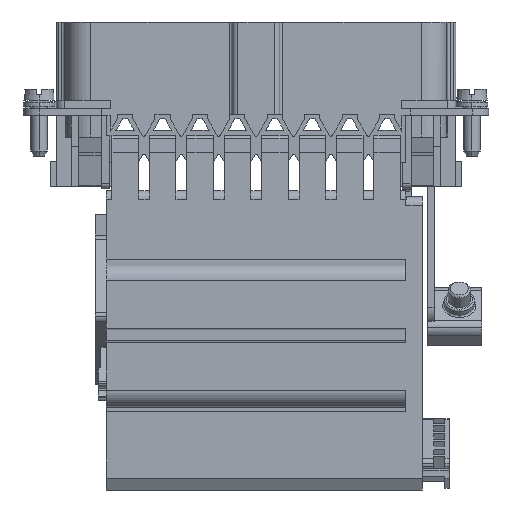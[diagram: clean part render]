
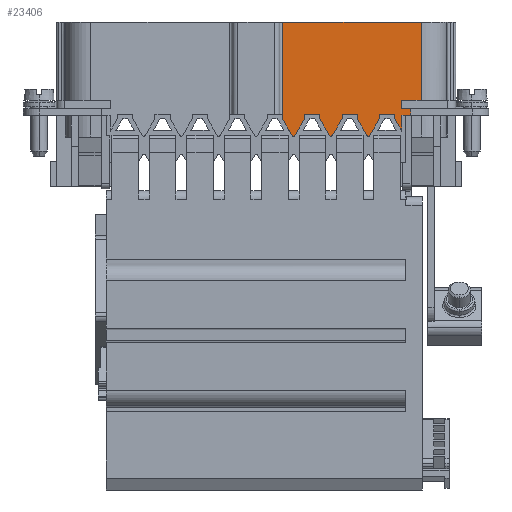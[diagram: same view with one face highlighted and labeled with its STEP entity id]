
A CAD part, left-side view. The second image highlights one B-rep face of the part: STEP entity #23406.
In plain terms, the highlighted planar face has unit normal (-1, 0, 0).
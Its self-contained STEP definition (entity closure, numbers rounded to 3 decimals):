
#23201=AXIS2_PLACEMENT_3D('Plane Axis2P3D',#23198,#23199,#23200) ;
#23240=AXIS2_PLACEMENT_3D('Circle Axis2P3D',#23238,#23239,$) ;
#23282=AXIS2_PLACEMENT_3D('Circle Axis2P3D',#23280,#23281,$) ;
#23324=AXIS2_PLACEMENT_3D('Circle Axis2P3D',#23322,#23323,$) ;
#19457=CARTESIAN_POINT('Vertex',(4.5,12.025,69.8)) ;
#19460=CARTESIAN_POINT('Line Origine',(4.5,13.788,69.8)) ;
#19464=CARTESIAN_POINT('Vertex',(4.5,15.55,69.8)) ;
#19708=CARTESIAN_POINT('Vertex',(4.5,36.9,83.8)) ;
#19711=CARTESIAN_POINT('Line Origine',(4.5,24.463,83.8)) ;
#19715=CARTESIAN_POINT('Vertex',(4.5,12.025,83.8)) ;
#23186=CARTESIAN_POINT('Line Origine',(4.5,12.025,63.2)) ;
#23198=CARTESIAN_POINT('Axis2P3D Location',(4.5,15.55,69.8)) ;
#23203=CARTESIAN_POINT('Line Origine',(4.5,13.91,67.7)) ;
#23207=CARTESIAN_POINT('Vertex',(4.5,13.91,67.1)) ;
#23209=CARTESIAN_POINT('Vertex',(4.5,13.91,68.3)) ;
#23212=CARTESIAN_POINT('Line Origine',(4.5,14.73,68.3)) ;
#23216=CARTESIAN_POINT('Vertex',(4.5,15.55,68.3)) ;
#23219=CARTESIAN_POINT('Line Origine',(4.5,15.55,69.05)) ;
#23224=CARTESIAN_POINT('Line Origine',(4.5,36.9,75.107)) ;
#23228=CARTESIAN_POINT('Vertex',(4.5,36.9,66.413)) ;
#23231=CARTESIAN_POINT('Line Origine',(4.5,36.055,64.95)) ;
#23235=CARTESIAN_POINT('Vertex',(4.5,35.21,63.486)) ;
#23238=CARTESIAN_POINT('Axis2P3D Location',(4.5,34.95,63.636)) ;
#23242=CARTESIAN_POINT('Vertex',(4.5,34.69,63.486)) ;
#23245=CARTESIAN_POINT('Line Origine',(4.5,33.82,64.993)) ;
#23249=CARTESIAN_POINT('Vertex',(4.5,32.95,66.5)) ;
#23252=CARTESIAN_POINT('Line Origine',(4.5,32.95,66.9)) ;
#23256=CARTESIAN_POINT('Vertex',(4.5,32.95,67.3)) ;
#23259=CARTESIAN_POINT('Line Origine',(4.5,31.6,67.3)) ;
#23263=CARTESIAN_POINT('Vertex',(4.5,30.25,67.3)) ;
#23266=CARTESIAN_POINT('Line Origine',(4.5,30.25,66.9)) ;
#23270=CARTESIAN_POINT('Vertex',(4.5,30.25,66.5)) ;
#23273=CARTESIAN_POINT('Line Origine',(4.5,29.38,64.993)) ;
#23277=CARTESIAN_POINT('Vertex',(4.5,28.51,63.486)) ;
#23280=CARTESIAN_POINT('Axis2P3D Location',(4.5,28.25,63.636)) ;
#23284=CARTESIAN_POINT('Vertex',(4.5,27.99,63.486)) ;
#23287=CARTESIAN_POINT('Line Origine',(4.5,27.12,64.993)) ;
#23291=CARTESIAN_POINT('Vertex',(4.5,26.25,66.5)) ;
#23294=CARTESIAN_POINT('Line Origine',(4.5,26.25,66.9)) ;
#23298=CARTESIAN_POINT('Vertex',(4.5,26.25,67.3)) ;
#23301=CARTESIAN_POINT('Line Origine',(4.5,24.9,67.3)) ;
#23305=CARTESIAN_POINT('Vertex',(4.5,23.55,67.3)) ;
#23308=CARTESIAN_POINT('Line Origine',(4.5,23.55,66.9)) ;
#23312=CARTESIAN_POINT('Vertex',(4.5,23.55,66.5)) ;
#23315=CARTESIAN_POINT('Line Origine',(4.5,22.68,64.993)) ;
#23319=CARTESIAN_POINT('Vertex',(4.5,21.81,63.486)) ;
#23322=CARTESIAN_POINT('Axis2P3D Location',(4.5,21.55,63.636)) ;
#23326=CARTESIAN_POINT('Vertex',(4.5,21.29,63.486)) ;
#23329=CARTESIAN_POINT('Line Origine',(4.5,20.42,64.993)) ;
#23333=CARTESIAN_POINT('Vertex',(4.5,19.55,66.5)) ;
#23336=CARTESIAN_POINT('Line Origine',(4.5,19.55,66.9)) ;
#23340=CARTESIAN_POINT('Vertex',(4.5,19.55,67.3)) ;
#23343=CARTESIAN_POINT('Line Origine',(4.5,18.2,67.3)) ;
#23347=CARTESIAN_POINT('Vertex',(4.5,16.85,67.3)) ;
#23350=CARTESIAN_POINT('Line Origine',(4.5,16.85,66.9)) ;
#23354=CARTESIAN_POINT('Vertex',(4.5,16.85,66.5)) ;
#23357=CARTESIAN_POINT('Line Origine',(4.5,16.2,65.374)) ;
#23361=CARTESIAN_POINT('Vertex',(4.5,15.55,64.248)) ;
#23364=CARTESIAN_POINT('Line Origine',(4.5,15.55,65.674)) ;
#23368=CARTESIAN_POINT('Vertex',(4.5,15.55,67.1)) ;
#23371=CARTESIAN_POINT('Line Origine',(4.5,14.73,67.1)) ;
#19461=DIRECTION('Vector Direction',(0.,-1.,0.)) ;
#19712=DIRECTION('Vector Direction',(0.,1.,0.)) ;
#23187=DIRECTION('Vector Direction',(0.,0.,-1.)) ;
#23199=DIRECTION('Axis2P3D Direction',(-1.,0.,0.)) ;
#23200=DIRECTION('Axis2P3D XDirection',(0.,1.,0.)) ;
#23204=DIRECTION('Vector Direction',(0.,0.,1.)) ;
#23213=DIRECTION('Vector Direction',(0.,1.,0.)) ;
#23220=DIRECTION('Vector Direction',(0.,0.,1.)) ;
#23225=DIRECTION('Vector Direction',(0.,0.,-1.)) ;
#23232=DIRECTION('Vector Direction',(0.,0.5,0.866)) ;
#23239=DIRECTION('Axis2P3D Direction',(-1.,0.,0.)) ;
#23246=DIRECTION('Vector Direction',(0.,0.5,-0.866)) ;
#23253=DIRECTION('Vector Direction',(0.,0.,-1.)) ;
#23260=DIRECTION('Vector Direction',(0.,1.,0.)) ;
#23267=DIRECTION('Vector Direction',(0.,0.,1.)) ;
#23274=DIRECTION('Vector Direction',(0.,0.5,0.866)) ;
#23281=DIRECTION('Axis2P3D Direction',(-1.,0.,0.)) ;
#23288=DIRECTION('Vector Direction',(0.,0.5,-0.866)) ;
#23295=DIRECTION('Vector Direction',(0.,0.,-1.)) ;
#23302=DIRECTION('Vector Direction',(0.,1.,0.)) ;
#23309=DIRECTION('Vector Direction',(0.,0.,1.)) ;
#23316=DIRECTION('Vector Direction',(0.,0.5,0.866)) ;
#23323=DIRECTION('Axis2P3D Direction',(-1.,0.,0.)) ;
#23330=DIRECTION('Vector Direction',(0.,0.5,-0.866)) ;
#23337=DIRECTION('Vector Direction',(0.,0.,-1.)) ;
#23344=DIRECTION('Vector Direction',(0.,1.,0.)) ;
#23351=DIRECTION('Vector Direction',(0.,0.,1.)) ;
#23358=DIRECTION('Vector Direction',(0.,0.5,0.866)) ;
#23365=DIRECTION('Vector Direction',(0.,0.,-1.)) ;
#23372=DIRECTION('Vector Direction',(0.,1.,0.)) ;
#19462=VECTOR('Line Direction',#19461,1.) ;
#19713=VECTOR('Line Direction',#19712,1.) ;
#23188=VECTOR('Line Direction',#23187,1.) ;
#23205=VECTOR('Line Direction',#23204,1.) ;
#23214=VECTOR('Line Direction',#23213,1.) ;
#23221=VECTOR('Line Direction',#23220,1.) ;
#23226=VECTOR('Line Direction',#23225,1.) ;
#23233=VECTOR('Line Direction',#23232,1.) ;
#23247=VECTOR('Line Direction',#23246,1.) ;
#23254=VECTOR('Line Direction',#23253,1.) ;
#23261=VECTOR('Line Direction',#23260,1.) ;
#23268=VECTOR('Line Direction',#23267,1.) ;
#23275=VECTOR('Line Direction',#23274,1.) ;
#23289=VECTOR('Line Direction',#23288,1.) ;
#23296=VECTOR('Line Direction',#23295,1.) ;
#23303=VECTOR('Line Direction',#23302,1.) ;
#23310=VECTOR('Line Direction',#23309,1.) ;
#23317=VECTOR('Line Direction',#23316,1.) ;
#23331=VECTOR('Line Direction',#23330,1.) ;
#23338=VECTOR('Line Direction',#23337,1.) ;
#23345=VECTOR('Line Direction',#23344,1.) ;
#23352=VECTOR('Line Direction',#23351,1.) ;
#23359=VECTOR('Line Direction',#23358,1.) ;
#23366=VECTOR('Line Direction',#23365,1.) ;
#23373=VECTOR('Line Direction',#23372,1.) ;
#23377=ORIENTED_EDGE('',*,*,#23211,.T.) ;
#23378=ORIENTED_EDGE('',*,*,#23218,.T.) ;
#23379=ORIENTED_EDGE('',*,*,#23223,.T.) ;
#23380=ORIENTED_EDGE('',*,*,#19466,.T.) ;
#23381=ORIENTED_EDGE('',*,*,#23190,.T.) ;
#23382=ORIENTED_EDGE('',*,*,#19717,.T.) ;
#23383=ORIENTED_EDGE('',*,*,#23230,.T.) ;
#23384=ORIENTED_EDGE('',*,*,#23237,.F.) ;
#23385=ORIENTED_EDGE('',*,*,#23244,.T.) ;
#23386=ORIENTED_EDGE('',*,*,#23251,.F.) ;
#23387=ORIENTED_EDGE('',*,*,#23258,.F.) ;
#23388=ORIENTED_EDGE('',*,*,#23265,.F.) ;
#23389=ORIENTED_EDGE('',*,*,#23272,.F.) ;
#23390=ORIENTED_EDGE('',*,*,#23279,.F.) ;
#23391=ORIENTED_EDGE('',*,*,#23286,.T.) ;
#23392=ORIENTED_EDGE('',*,*,#23293,.F.) ;
#23393=ORIENTED_EDGE('',*,*,#23300,.F.) ;
#23394=ORIENTED_EDGE('',*,*,#23307,.F.) ;
#23395=ORIENTED_EDGE('',*,*,#23314,.F.) ;
#23396=ORIENTED_EDGE('',*,*,#23321,.F.) ;
#23397=ORIENTED_EDGE('',*,*,#23328,.T.) ;
#23398=ORIENTED_EDGE('',*,*,#23335,.F.) ;
#23399=ORIENTED_EDGE('',*,*,#23342,.F.) ;
#23400=ORIENTED_EDGE('',*,*,#23349,.F.) ;
#23401=ORIENTED_EDGE('',*,*,#23356,.F.) ;
#23402=ORIENTED_EDGE('',*,*,#23363,.F.) ;
#23403=ORIENTED_EDGE('',*,*,#23370,.F.) ;
#23404=ORIENTED_EDGE('',*,*,#23375,.F.) ;
#23406=ADVANCED_FACE('Standard_1\\_1848760000',(#23405),#23202,.T.) ;
#23241=CIRCLE('generated circle',#23240,0.3) ;
#23283=CIRCLE('generated circle',#23282,0.3) ;
#23325=CIRCLE('generated circle',#23324,0.3) ;
#19466=EDGE_CURVE('',#19465,#19458,#19463,.T.) ;
#19717=EDGE_CURVE('',#19716,#19709,#19714,.T.) ;
#23190=EDGE_CURVE('',#19458,#19716,#23189,.F.) ;
#23211=EDGE_CURVE('',#23208,#23210,#23206,.T.) ;
#23218=EDGE_CURVE('',#23210,#23217,#23215,.T.) ;
#23223=EDGE_CURVE('',#23217,#19465,#23222,.T.) ;
#23230=EDGE_CURVE('',#19709,#23229,#23227,.T.) ;
#23237=EDGE_CURVE('',#23236,#23229,#23234,.T.) ;
#23244=EDGE_CURVE('',#23236,#23243,#23241,.T.) ;
#23251=EDGE_CURVE('',#23250,#23243,#23248,.T.) ;
#23258=EDGE_CURVE('',#23257,#23250,#23255,.T.) ;
#23265=EDGE_CURVE('',#23264,#23257,#23262,.T.) ;
#23272=EDGE_CURVE('',#23271,#23264,#23269,.T.) ;
#23279=EDGE_CURVE('',#23278,#23271,#23276,.T.) ;
#23286=EDGE_CURVE('',#23278,#23285,#23283,.T.) ;
#23293=EDGE_CURVE('',#23292,#23285,#23290,.T.) ;
#23300=EDGE_CURVE('',#23299,#23292,#23297,.T.) ;
#23307=EDGE_CURVE('',#23306,#23299,#23304,.T.) ;
#23314=EDGE_CURVE('',#23313,#23306,#23311,.T.) ;
#23321=EDGE_CURVE('',#23320,#23313,#23318,.T.) ;
#23328=EDGE_CURVE('',#23320,#23327,#23325,.T.) ;
#23335=EDGE_CURVE('',#23334,#23327,#23332,.T.) ;
#23342=EDGE_CURVE('',#23341,#23334,#23339,.T.) ;
#23349=EDGE_CURVE('',#23348,#23341,#23346,.T.) ;
#23356=EDGE_CURVE('',#23355,#23348,#23353,.T.) ;
#23363=EDGE_CURVE('',#23362,#23355,#23360,.T.) ;
#23370=EDGE_CURVE('',#23369,#23362,#23367,.T.) ;
#23375=EDGE_CURVE('',#23208,#23369,#23374,.T.) ;
#23376=EDGE_LOOP('',(#23377,#23378,#23379,#23380,#23381,#23382,#23383,#23384,#23385,#23386,#23387,#23388,#23389,#23390,#23391,#23392,#23393,#23394,#23395,#23396,#23397,#23398,#23399,#23400,#23401,#23402,#23403,#23404)) ;
#23405=FACE_OUTER_BOUND('',#23376,.T.) ;
#19463=LINE('Line',#19460,#19462) ;
#19714=LINE('Line',#19711,#19713) ;
#23189=LINE('Line',#23186,#23188) ;
#23206=LINE('Line',#23203,#23205) ;
#23215=LINE('Line',#23212,#23214) ;
#23222=LINE('Line',#23219,#23221) ;
#23227=LINE('Line',#23224,#23226) ;
#23234=LINE('Line',#23231,#23233) ;
#23248=LINE('Line',#23245,#23247) ;
#23255=LINE('Line',#23252,#23254) ;
#23262=LINE('Line',#23259,#23261) ;
#23269=LINE('Line',#23266,#23268) ;
#23276=LINE('Line',#23273,#23275) ;
#23290=LINE('Line',#23287,#23289) ;
#23297=LINE('Line',#23294,#23296) ;
#23304=LINE('Line',#23301,#23303) ;
#23311=LINE('Line',#23308,#23310) ;
#23318=LINE('Line',#23315,#23317) ;
#23332=LINE('Line',#23329,#23331) ;
#23339=LINE('Line',#23336,#23338) ;
#23346=LINE('Line',#23343,#23345) ;
#23353=LINE('Line',#23350,#23352) ;
#23360=LINE('Line',#23357,#23359) ;
#23367=LINE('Line',#23364,#23366) ;
#23374=LINE('Line',#23371,#23373) ;
#23202=PLANE('',#23201) ;
#19458=VERTEX_POINT('',#19457) ;
#19465=VERTEX_POINT('',#19464) ;
#19709=VERTEX_POINT('',#19708) ;
#19716=VERTEX_POINT('',#19715) ;
#23208=VERTEX_POINT('',#23207) ;
#23210=VERTEX_POINT('',#23209) ;
#23217=VERTEX_POINT('',#23216) ;
#23229=VERTEX_POINT('',#23228) ;
#23236=VERTEX_POINT('',#23235) ;
#23243=VERTEX_POINT('',#23242) ;
#23250=VERTEX_POINT('',#23249) ;
#23257=VERTEX_POINT('',#23256) ;
#23264=VERTEX_POINT('',#23263) ;
#23271=VERTEX_POINT('',#23270) ;
#23278=VERTEX_POINT('',#23277) ;
#23285=VERTEX_POINT('',#23284) ;
#23292=VERTEX_POINT('',#23291) ;
#23299=VERTEX_POINT('',#23298) ;
#23306=VERTEX_POINT('',#23305) ;
#23313=VERTEX_POINT('',#23312) ;
#23320=VERTEX_POINT('',#23319) ;
#23327=VERTEX_POINT('',#23326) ;
#23334=VERTEX_POINT('',#23333) ;
#23341=VERTEX_POINT('',#23340) ;
#23348=VERTEX_POINT('',#23347) ;
#23355=VERTEX_POINT('',#23354) ;
#23362=VERTEX_POINT('',#23361) ;
#23369=VERTEX_POINT('',#23368) ;
